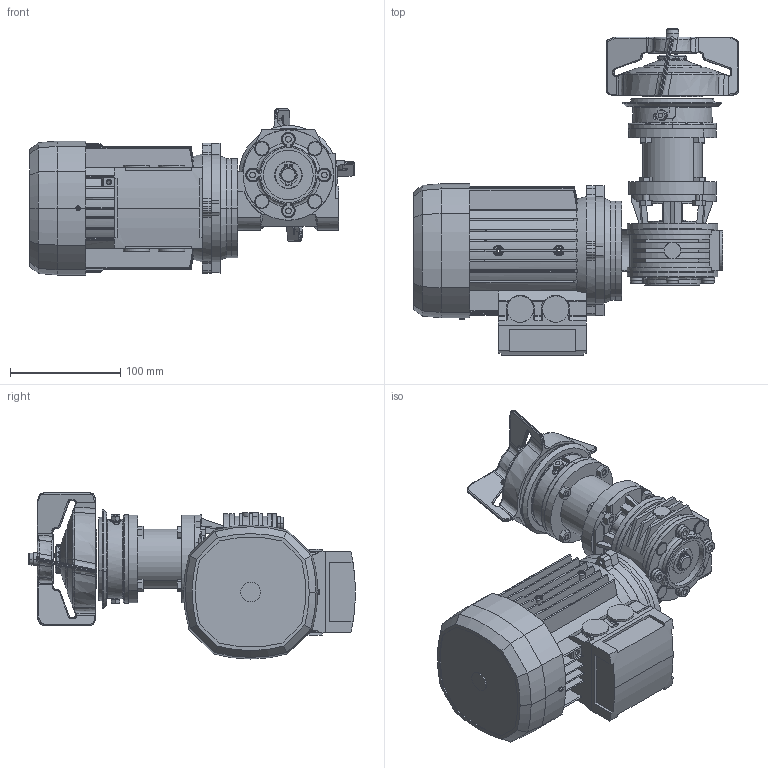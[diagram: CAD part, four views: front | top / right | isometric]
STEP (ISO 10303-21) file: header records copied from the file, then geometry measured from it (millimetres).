
FILE_DESCRIPTION (( 'STEP AP203' ), '1' );
FILE_NAME ('Complete Mixer GMP100 E1, standard (IEC).STEP', '2007-05-28T14:55:26', ( ' ' ), ( ' ' ), 'SwSTEP 2.0', 'SolidWorks 2005235', '' );
FILE_SCHEMA (( 'CONFIG_CONTROL_DESIGN' ));
Products named in the file (1): Complete Mixer GMP100 E1, standard (IEC)
Bounding box: 295 x 296.52 x 150.8 mm (x, y, z)
Surface area: 360196.8 mm2 (no closed solid volume)
Topology: 0 solids, 59 shells, 1253 faces, 4029 edges, 2711 vertices
Faces by surface type: plane 471, cylinder 406, bspline 164, cone 133, torus 77, sphere 2
Entity records: 60171 total; most frequent: CARTESIAN_POINT 26773, ORIENTED_EDGE 6858, DIRECTION 6585, EDGE_CURVE 4021, VERTEX_POINT 2709, AXIS2_PLACEMENT_3D 2495, VECTOR 1595, LINE 1595
